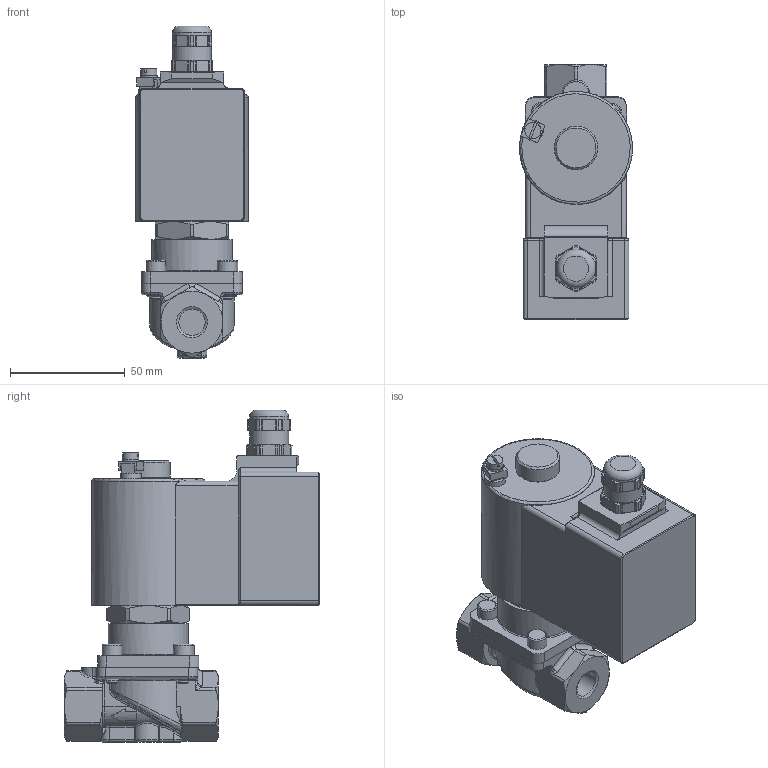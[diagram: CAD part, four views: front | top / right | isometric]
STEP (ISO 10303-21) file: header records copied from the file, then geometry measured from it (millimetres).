
FILE_DESCRIPTION(/* description */ ('3D-Modell'),/* implementation_level */ '2;1');
FILE_NAME(/* name */ '043.004274_E4321-0801-.808.stp',/* time_stamp */ '2024-04-17T11:44:03+02:00',/* author */ ('CBeuthner'),/* organization */ (''),/* preprocessor_version */ 'ST-DEVELOPER v16.1',/* originating_system */ 'Autodesk Inventor 2016',/* authorisation */ '');
FILE_SCHEMA (('CONFIG_CONTROL_DESIGN'));
Length unit declared in the file: millimetre
Products named in the file (1): 88-006369
Bounding box: 49.2 x 111.1 x 144.56 mm (x, y, z)
Volume: 334854.7 mm3; surface area: 46484.3 mm2
Topology: 2 solids, 2 shells, 479 faces, 1206 edges, 739 vertices
Faces by surface type: cylinder 168, plane 160, cone 60, torus 44, bspline 37, sphere 10
Full cylindrical faces by diameter (mm): 3.242 x2, 5 x2, 7 x2, 7.1 x1, 8.5 x4, 9 x1, 11.445 x2, 17 x2, 19 x1, 35 x1, 49.2 x1
Entity records: 16871 total; most frequent: CARTESIAN_POINT 5717, ORIENTED_EDGE 2294, DIRECTION 2141, EDGE_CURVE 1146, AXIS2_PLACEMENT_3D 871, VERTEX_POINT 723, EDGE_LOOP 532, FACE_OUTER_BOUND 479
